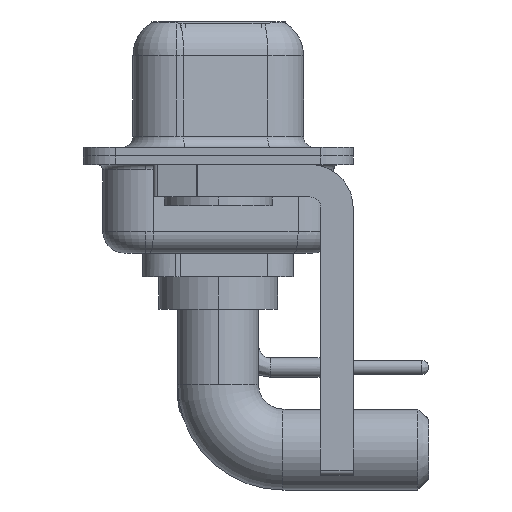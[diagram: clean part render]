
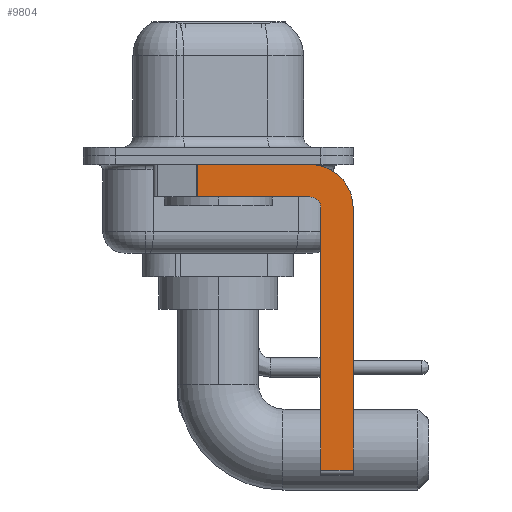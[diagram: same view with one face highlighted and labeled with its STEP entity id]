
A CAD part, left-side view. The second image highlights one B-rep face of the part: STEP entity #9804.
In plain terms, the highlighted planar face has unit normal (-1, 0, 0).
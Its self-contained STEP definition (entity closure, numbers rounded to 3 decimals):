
#98 = CARTESIAN_POINT ( 'NONE',  ( -2.9, -4.25, -1.9 ) ) ;
#241 = LINE ( 'NONE', #9936, #6918 ) ;
#266 = CARTESIAN_POINT ( 'NONE',  ( -2.9, -6.25, -2.4 ) ) ;
#475 = EDGE_CURVE ( 'NONE', #20747, #3339, #9601, .T. ) ;
#526 = CARTESIAN_POINT ( 'NONE',  ( -2.9, -4.25, -14.55 ) ) ;
#637 = VECTOR ( 'NONE', #3279, 1000. ) ;
#643 = CARTESIAN_POINT ( 'NONE',  ( -2.9, -6.25, -14.55 ) ) ;
#1562 = EDGE_CURVE ( 'NONE', #10449, #18115, #20754, .T. ) ;
#1726 = EDGE_CURVE ( 'NONE', #3339, #12286, #241, .T. ) ;
#1775 = CARTESIAN_POINT ( 'NONE',  ( -2.9, -4.25, -1.9 ) ) ;
#2038 = VECTOR ( 'NONE', #16929, 1000. ) ;
#2221 = ORIENTED_EDGE ( 'NONE', *, *, #1562, .F. ) ;
#2541 = DIRECTION ( 'NONE',  ( 1., 0., 0. ) ) ;
#2561 = LINE ( 'NONE', #526, #14098 ) ;
#2715 = CARTESIAN_POINT ( 'NONE',  ( -2.9, -4.75, -14.8 ) ) ;
#2813 = AXIS2_PLACEMENT_3D ( 'NONE', #12238, #2541, #15504 ) ;
#2864 = CARTESIAN_POINT ( 'NONE',  ( -2.9, -4.75, -2.4 ) ) ;
#3279 = DIRECTION ( 'NONE',  ( 0., 0., -1. ) ) ;
#3339 = VERTEX_POINT ( 'NONE', #266 ) ;
#3350 = EDGE_CURVE ( 'NONE', #18115, #13733, #5550, .T. ) ;
#3452 = DIRECTION ( 'NONE',  ( 0., 0., 1. ) ) ;
#3716 = ORIENTED_EDGE ( 'NONE', *, *, #1726, .F. ) ;
#3946 = CARTESIAN_POINT ( 'NONE',  ( -2.9, 3., -0.4 ) ) ;
#4863 = CARTESIAN_POINT ( 'NONE',  ( -2.9, 0.978, -1.9 ) ) ;
#5261 = DIRECTION ( 'NONE',  ( -1., 0., 0. ) ) ;
#5306 = DIRECTION ( 'NONE',  ( 1., 0., 0. ) ) ;
#5550 = CIRCLE ( 'NONE', #16781, 0.5 ) ;
#5932 = CARTESIAN_POINT ( 'NONE',  ( -2.9, 0.978, -0.4 ) ) ;
#6221 = CARTESIAN_POINT ( 'NONE',  ( -2.9, -4.75, -14.55 ) ) ;
#6918 = VECTOR ( 'NONE', #16416, 1000. ) ;
#7169 = LINE ( 'NONE', #1775, #19351 ) ;
#7277 = VERTEX_POINT ( 'NONE', #5932 ) ;
#8408 = EDGE_LOOP ( 'NONE', ( #19890, #18334, #14387, #13014, #2221, #15252, #3716, #16645 ) ) ;
#9601 = CIRCLE ( 'NONE', #2813, 2. ) ;
#9804 = ADVANCED_FACE ( 'NONE', ( #11933 ), #13308, .F. ) ;
#9936 = CARTESIAN_POINT ( 'NONE',  ( -2.9, -6.25, -2.4 ) ) ;
#10449 = VERTEX_POINT ( 'NONE', #6221 ) ;
#11322 = EDGE_CURVE ( 'NONE', #7277, #16736, #12884, .T. ) ;
#11506 = CARTESIAN_POINT ( 'NONE',  ( -2.9, -4.25, -0.4 ) ) ;
#11717 = DIRECTION ( 'NONE',  ( 0., 0., -1. ) ) ;
#11933 = FACE_OUTER_BOUND ( 'NONE', #8408, .T. ) ;
#12057 = LINE ( 'NONE', #3946, #2038 ) ;
#12238 = CARTESIAN_POINT ( 'NONE',  ( -2.9, -4.25, -2.4 ) ) ;
#12286 = VERTEX_POINT ( 'NONE', #643 ) ;
#12312 = EDGE_CURVE ( 'NONE', #7277, #20747, #12057, .T. ) ;
#12884 = LINE ( 'NONE', #4863, #637 ) ;
#13014 = ORIENTED_EDGE ( 'NONE', *, *, #3350, .F. ) ;
#13308 = PLANE ( 'NONE',  #14565 ) ;
#13733 = VERTEX_POINT ( 'NONE', #98 ) ;
#14098 = VECTOR ( 'NONE', #15096, 1000. ) ;
#14332 = EDGE_CURVE ( 'NONE', #13733, #16736, #7169, .T. ) ;
#14387 = ORIENTED_EDGE ( 'NONE', *, *, #14332, .F. ) ;
#14565 = AXIS2_PLACEMENT_3D ( 'NONE', #19738, #5306, #11717 ) ;
#15096 = DIRECTION ( 'NONE',  ( 0., -1., 0. ) ) ;
#15252 = ORIENTED_EDGE ( 'NONE', *, *, #17975, .T. ) ;
#15504 = DIRECTION ( 'NONE',  ( 0., 0., -1. ) ) ;
#16416 = DIRECTION ( 'NONE',  ( 0., 0., -1. ) ) ;
#16645 = ORIENTED_EDGE ( 'NONE', *, *, #475, .F. ) ;
#16736 = VERTEX_POINT ( 'NONE', #17325 ) ;
#16781 = AXIS2_PLACEMENT_3D ( 'NONE', #19694, #5261, #3452 ) ;
#16929 = DIRECTION ( 'NONE',  ( 0., -1., 0. ) ) ;
#17325 = CARTESIAN_POINT ( 'NONE',  ( -2.9, 0.978, -1.9 ) ) ;
#17975 = EDGE_CURVE ( 'NONE', #10449, #12286, #2561, .T. ) ;
#18115 = VERTEX_POINT ( 'NONE', #2864 ) ;
#18334 = ORIENTED_EDGE ( 'NONE', *, *, #11322, .T. ) ;
#18546 = DIRECTION ( 'NONE',  ( 0., 1., 0. ) ) ;
#18868 = DIRECTION ( 'NONE',  ( 0., 0., 1. ) ) ;
#19351 = VECTOR ( 'NONE', #18546, 1000. ) ;
#19451 = VECTOR ( 'NONE', #18868, 1000. ) ;
#19694 = CARTESIAN_POINT ( 'NONE',  ( -2.9, -4.25, -2.4 ) ) ;
#19738 = CARTESIAN_POINT ( 'NONE',  ( -2.9, -4.25, -2.4 ) ) ;
#19890 = ORIENTED_EDGE ( 'NONE', *, *, #12312, .F. ) ;
#20747 = VERTEX_POINT ( 'NONE', #11506 ) ;
#20754 = LINE ( 'NONE', #2715, #19451 ) ;
